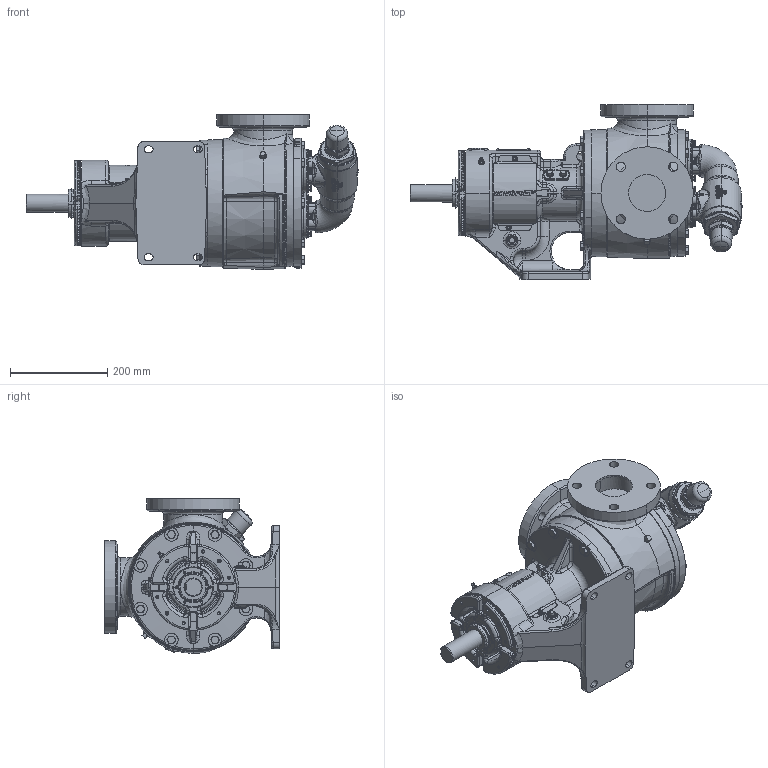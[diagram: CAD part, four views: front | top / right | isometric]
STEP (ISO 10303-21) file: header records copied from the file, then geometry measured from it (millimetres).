
FILE_DESCRIPTION (( 'STEP AP214' ), '1' );
FILE_NAME ('LV-4766.step', '2025-12-05T04:56:03', ( '' ), ( '' ), 'SwSTEP 2.0', 'SolidWorks 2024', '' );
FILE_SCHEMA (( 'AUTOMOTIVE_DESIGN' ));
Length unit declared in the file: inch
Products named in the file (1): LV-4766
Bounding box: 684.26 x 360.43 x 319.02 mm (x, y, z)
Volume: 18428905.3 mm3; surface area: 970191.9 mm2
Topology: 1 solids, 1 shells, 5226 faces, 13459 edges, 8345 vertices
Faces by surface type: plane 1738, bspline 1481, cylinder 1048, cone 673, torus 216, sphere 70
Entity records: 238093 total; most frequent: CARTESIAN_POINT 123753, ORIENTED_EDGE 26632, DIRECTION 19810, EDGE_CURVE 13316, VERTEX_POINT 8342, AXIS2_PLACEMENT_3D 7441, EDGE_LOOP 5514, ADVANCED_FACE 5226
